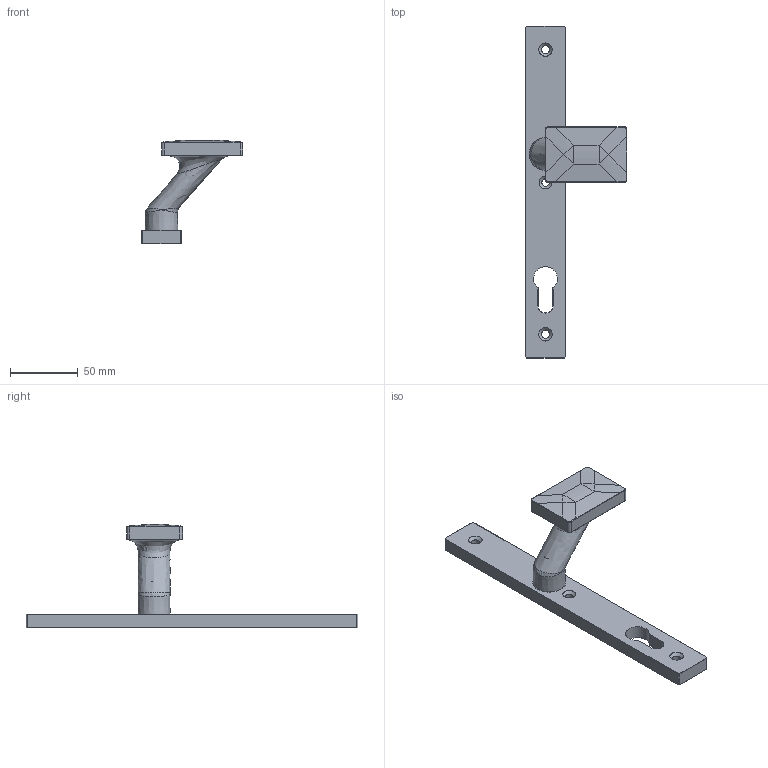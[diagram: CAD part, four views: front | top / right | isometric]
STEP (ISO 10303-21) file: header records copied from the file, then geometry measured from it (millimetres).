
FILE_DESCRIPTION (( 'STEP AP203' ), '1' );
FILE_NAME ('15671.STEP', '2022-05-16T09:55:46', ( '' ), ( '' ), 'SwSTEP 2.0', 'SolidWorks 2018', '' );
FILE_SCHEMA (( 'CONFIG_CONTROL_DESIGN' ));
Length unit declared in the file: millimetre
Products named in the file (5): 15671 Teil 2_15671 Teil2 Keyshot; 15671; 15671 Teil 3_15671 Teil1 Keyshot; DIN 7991 Konfig_M8x20 Keyshot; 15671 Teil 3_15671 Teil1a Keyshot
Assembly tree (4 placements, depth 2):
  15671
    15671 Teil 3_15671 Teil1 Keyshot
    15671 Teil 2_15671 Teil2 Keyshot
    DIN 7991 Konfig_M8x20 Keyshot
    15671 Teil 3_15671 Teil1a Keyshot
Bounding box: 75 x 245 x 76.45 mm (x, y, z)
Volume: 117775.9 mm3; surface area: 34464.1 mm2
Topology: 4 solids, 4 shells, 187 faces, 458 edges, 268 vertices
Faces by surface type: cylinder 75, plane 34, torus 26, bspline 24, sphere 18, cone 10
Full cylindrical faces by diameter (mm): 5.5 x1, 5.9 x2, 6.8 x17, 13 x1, 16 x1, 20 x1, 23.5 x1, 24 x1
Entity records: 14018 total; most frequent: CARTESIAN_POINT 10110, DIRECTION 701, ORIENTED_EDGE 672, EDGE_CURVE 336, AXIS2_PLACEMENT_3D 296, EDGE_LOOP 220, VERTEX_POINT 214, FACE_OUTER_BOUND 198
